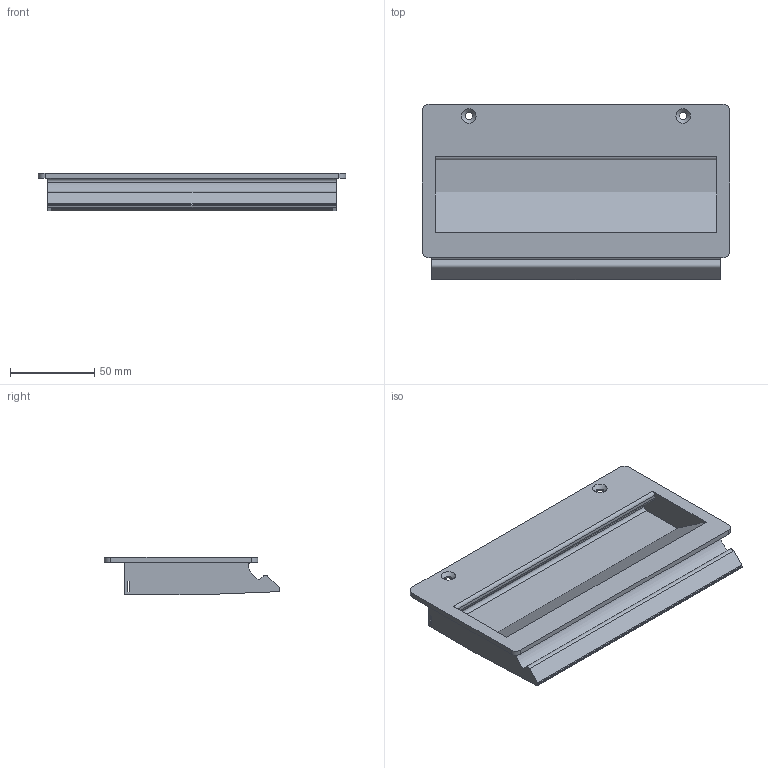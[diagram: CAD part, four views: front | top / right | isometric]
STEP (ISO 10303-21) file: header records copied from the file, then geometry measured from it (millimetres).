
FILE_DESCRIPTION( ( 'STEP AP214' ), '1' );
FILE_NAME( 'K0238.16721.stp', '2020-11-26T12:59:53', ( '' ), ( '' ), ' ', 'PARTsolutions', ' ' );
FILE_SCHEMA( ( 'AUTOMOTIVE_DESIGN { 1 0 10303 214 1 1 1 1 }' ) );
Length unit declared in the file: millimetre
Products named in the file (1): _K0238.16721
Bounding box: 182 x 104 x 22.5 mm (x, y, z)
Volume: 184571.8 mm3; surface area: 60690.2 mm2
Topology: 1 solids, 1 shells, 64 faces, 176 edges, 116 vertices
Faces by surface type: plane 46, cylinder 16, cone 2
Full cylindrical faces by diameter (mm): 4.5 x2
Entity records: 2548 total; most frequent: CARTESIAN_POINT 353, ORIENTED_EDGE 344, DIRECTION 338, EDGE_CURVE 172, LINE 136, VECTOR 136, VERTEX_POINT 116, AXIS2_PLACEMENT_3D 101
